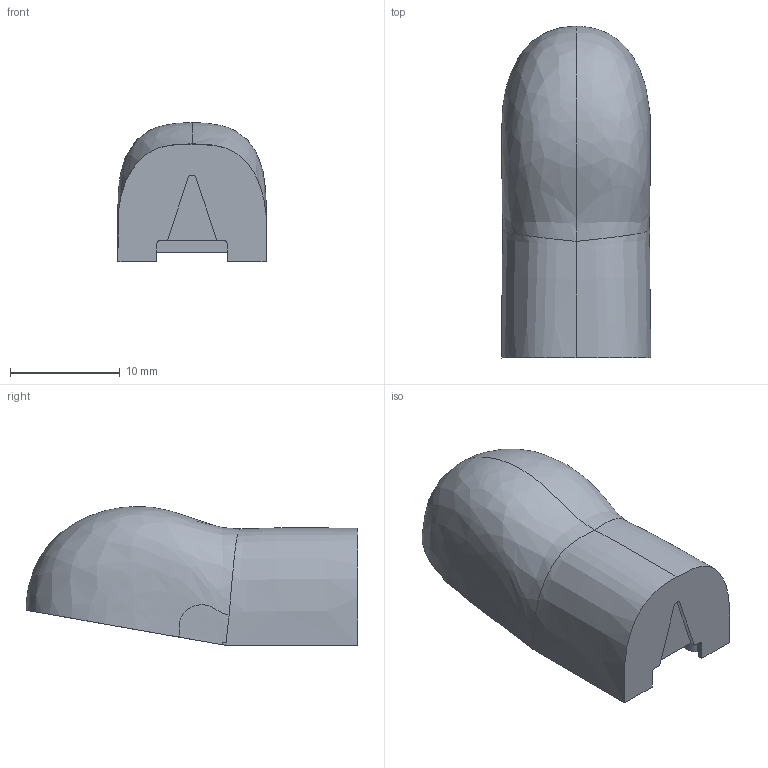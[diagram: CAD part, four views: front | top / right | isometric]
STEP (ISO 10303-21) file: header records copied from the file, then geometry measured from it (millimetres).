
FILE_DESCRIPTION((''),'2;1');
FILE_NAME('PRT0002_1_6_1_1','2025-07-23T19:15:46',('hesifan'),(''),'CREO PARAMETRIC BY PTC INC, 2022073','CREO PARAMETRIC BY PTC INC, 2022073','');
FILE_SCHEMA(('CONFIG_CONTROL_DESIGN'));
Length unit declared in the file: millimetre
Products named in the file (1): PRT0002_1_6_1_1
Bounding box: 13.63 x 30.25 x 12.67 mm (x, y, z)
Volume: 3131.1 mm3; surface area: 1922.1 mm2
Topology: 1 solids, 3 shells, 511 faces, 1518 edges, 1008 vertices
Faces by surface type: plane 388, cylinder 112, bspline 10, extrusion 1
Entity records: 18668 total; most frequent: CARTESIAN_POINT 4889, ORIENTED_EDGE 3032, DIRECTION 2638, EDGE_CURVE 1516, VECTOR 1246, LINE 1245, VERTEX_POINT 1008, AXIS2_PLACEMENT_3D 696
